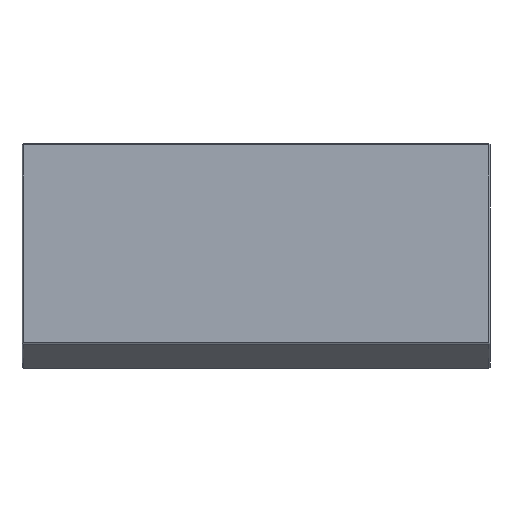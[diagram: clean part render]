
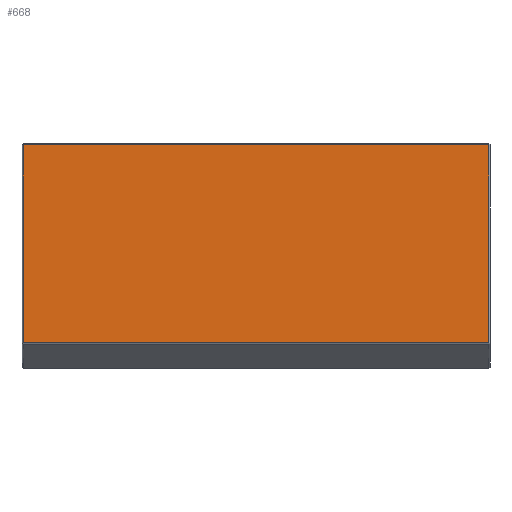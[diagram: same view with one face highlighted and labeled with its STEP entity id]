
A CAD part, left-side view. The second image highlights one B-rep face of the part: STEP entity #668.
In plain terms, the highlighted planar face has unit normal (-1, 0, 0).
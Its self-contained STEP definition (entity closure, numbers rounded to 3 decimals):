
#58=PLANE('',#742);
#98=FACE_OUTER_BOUND('',#146,.T.);
#146=EDGE_LOOP('',(#591,#592,#593,#594));
#216=LINE('',#1082,#286);
#218=LINE('',#1085,#288);
#222=LINE('',#1091,#292);
#224=LINE('',#1094,#294);
#286=VECTOR('',#880,10.);
#288=VECTOR('',#884,10.);
#292=VECTOR('',#892,10.);
#294=VECTOR('',#896,10.);
#333=VERTEX_POINT('',#995);
#339=VERTEX_POINT('',#1013);
#342=VERTEX_POINT('',#1025);
#348=VERTEX_POINT('',#1039);
#430=EDGE_CURVE('',#342,#348,#216,.T.);
#432=EDGE_CURVE('',#348,#339,#218,.T.);
#436=EDGE_CURVE('',#333,#342,#222,.T.);
#438=EDGE_CURVE('',#339,#333,#224,.T.);
#591=ORIENTED_EDGE('',*,*,#430,.F.);
#592=ORIENTED_EDGE('',*,*,#436,.F.);
#593=ORIENTED_EDGE('',*,*,#438,.F.);
#594=ORIENTED_EDGE('',*,*,#432,.F.);
#668=ADVANCED_FACE('',(#98),#58,.T.);
#742=AXIS2_PLACEMENT_3D('',#1108,#914,#915);
#880=DIRECTION('',(0.,-1.,0.));
#884=DIRECTION('',(0.,0.,-1.));
#892=DIRECTION('',(0.,0.,1.));
#896=DIRECTION('',(0.,1.,0.));
#914=DIRECTION('center_axis',(-1.,0.,0.));
#915=DIRECTION('ref_axis',(0.,0.,1.));
#995=CARTESIAN_POINT('',(-22.5,199.5,-69.108));
#1013=CARTESIAN_POINT('',(-22.5,0.5,-69.108));
#1025=CARTESIAN_POINT('',(-22.5,199.5,15.5));
#1039=CARTESIAN_POINT('',(-22.5,0.5,15.5));
#1082=CARTESIAN_POINT('',(-22.5,0.,15.5));
#1085=CARTESIAN_POINT('',(-22.5,0.5,-49.233));
#1091=CARTESIAN_POINT('',(-22.5,199.5,-49.233));
#1094=CARTESIAN_POINT('',(-22.5,0.,-69.108));
#1108=CARTESIAN_POINT('Origin',(-22.5,0.,-69.608));
